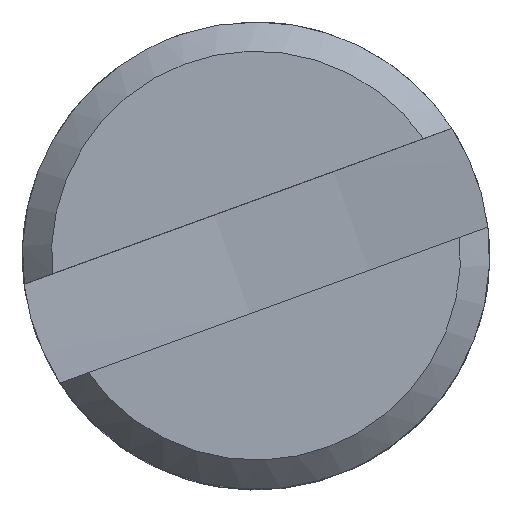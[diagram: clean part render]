
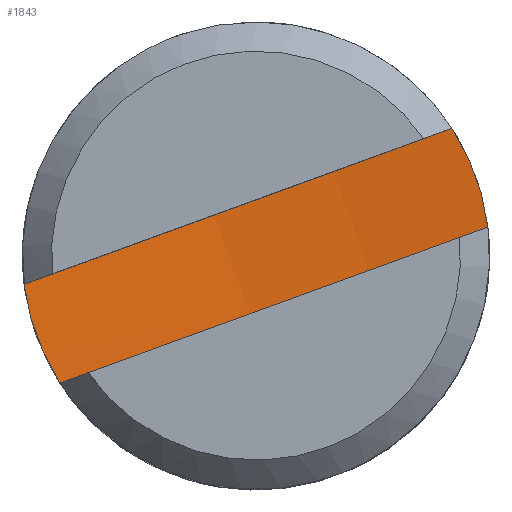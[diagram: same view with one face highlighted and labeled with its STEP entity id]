
A CAD part, top view. The second image highlights one B-rep face of the part: STEP entity #1843.
In plain terms, the highlighted free-form (B-spline) face has degree [1, 2] with [2, 3] control points.
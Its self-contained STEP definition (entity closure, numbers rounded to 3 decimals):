
#1588=CARTESIAN_POINT('',(3.355,2.179,16.606));
#1589=VERTEX_POINT('',#1588);
#1595=CARTESIAN_POINT('',(3.97,0.487,16.606));
#1596=VERTEX_POINT('',#1595);
#1597=CARTESIAN_POINT('',(3.97,0.487,16.606));
#1598=CARTESIAN_POINT('',(3.933,0.79,16.613));
#1599=CARTESIAN_POINT('',(3.863,1.082,16.616));
#1600=CARTESIAN_POINT('',(3.708,1.507,16.616));
#1601=CARTESIAN_POINT('',(3.649,1.646,16.615));
#1602=CARTESIAN_POINT('',(3.513,1.919,16.612));
#1603=CARTESIAN_POINT('',(3.438,2.051,16.609));
#1604=CARTESIAN_POINT('',(3.355,2.179,16.606));
#1605=B_SPLINE_CURVE_WITH_KNOTS('',3,(#1597,#1598,#1599,#1600,#1601,#1602,#1603,#1604),.UNSPECIFIED.,.F.,.U.,(4,2,2,4),(0.0,0.5,0.75,1.0),.UNSPECIFIED.);
#1606=EDGE_CURVE('',#1596,#1589,#1605,.T.);
#1703=CARTESIAN_POINT('',(-3.355,-2.179,16.606));
#1704=VERTEX_POINT('',#1703);
#1710=CARTESIAN_POINT('',(-3.97,-0.487,16.606));
#1711=VERTEX_POINT('',#1710);
#1712=CARTESIAN_POINT('',(-3.97,-0.487,16.606));
#1713=CARTESIAN_POINT('',(-3.933,-0.79,16.613));
#1714=CARTESIAN_POINT('',(-3.863,-1.082,16.616));
#1715=CARTESIAN_POINT('',(-3.708,-1.507,16.616));
#1716=CARTESIAN_POINT('',(-3.649,-1.646,16.615));
#1717=CARTESIAN_POINT('',(-3.513,-1.919,16.612));
#1718=CARTESIAN_POINT('',(-3.438,-2.051,16.609));
#1719=CARTESIAN_POINT('',(-3.355,-2.179,16.606));
#1720=B_SPLINE_CURVE_WITH_KNOTS('',3,(#1712,#1713,#1714,#1715,#1716,#1717,#1718,#1719),.UNSPECIFIED.,.F.,.U.,(4,2,2,4),(0.0,0.5,0.75,1.0),.UNSPECIFIED.);
#1721=EDGE_CURVE('',#1711,#1704,#1720,.T.);
#1761=CARTESIAN_POINT('',(-3.355,-2.179,16.606));
#1762=CARTESIAN_POINT('',(0.308,-0.846,16.198));
#1763=CARTESIAN_POINT('',(3.97,0.487,16.606));
#1771=(BOUNDED_CURVE()B_SPLINE_CURVE(2,(#1761,#1762,#1763),.UNSPECIFIED.,.F.,.U.)CURVE()GEOMETRIC_REPRESENTATION_ITEM()QUASI_UNIFORM_CURVE()RATIONAL_B_SPLINE_CURVE((1.0,0.995,1.0))REPRESENTATION_ITEM(''));
#1772=EDGE_CURVE('',#1704,#1596,#1771,.T.);
#1782=CARTESIAN_POINT('',(-3.97,-0.487,16.606));
#1783=CARTESIAN_POINT('',(-0.308,0.846,16.198));
#1784=CARTESIAN_POINT('',(3.355,2.179,16.606));
#1792=(BOUNDED_CURVE()B_SPLINE_CURVE(2,(#1782,#1783,#1784),.UNSPECIFIED.,.F.,.U.)CURVE()GEOMETRIC_REPRESENTATION_ITEM()QUASI_UNIFORM_CURVE()RATIONAL_B_SPLINE_CURVE((1.0,0.995,1.0))REPRESENTATION_ITEM(''));
#1793=EDGE_CURVE('',#1711,#1589,#1792,.T.);
#1823=CARTESIAN_POINT('',(3.808,2.392,16.661));
#1824=CARTESIAN_POINT('',(4.455,0.615,16.661));
#1825=CARTESIAN_POINT('',(-0.323,0.888,16.142));
#1826=CARTESIAN_POINT('',(0.323,-0.889,16.142));
#1827=CARTESIAN_POINT('',(-4.455,-0.616,16.661));
#1828=CARTESIAN_POINT('',(-3.808,-2.393,16.661));
#1836=(BOUNDED_SURFACE()B_SPLINE_SURFACE(1,2,((#1823,#1825,#1827),(#1824,#1826,#1828)),.UNSPECIFIED.,.F.,.F.,.U.)B_SPLINE_SURFACE_WITH_KNOTS((2,2),(3,3),(0.0,1.0),(1.14,9.964),.UNSPECIFIED.)GEOMETRIC_REPRESENTATION_ITEM()RATIONAL_B_SPLINE_SURFACE(((0.998,0.99,0.997),(0.998,0.99,0.997)))REPRESENTATION_ITEM('')SURFACE());
#1837=ORIENTED_EDGE('',*,*,#1721,.T.);
#1838=ORIENTED_EDGE('',*,*,#1772,.T.);
#1839=ORIENTED_EDGE('',*,*,#1606,.T.);
#1840=ORIENTED_EDGE('',*,*,#1793,.F.);
#1841=EDGE_LOOP('',(#1837,#1838,#1839,#1840));
#1842=FACE_OUTER_BOUND('',#1841,.T.);
#1843=ADVANCED_FACE('',(#1842),#1836,.F.);
